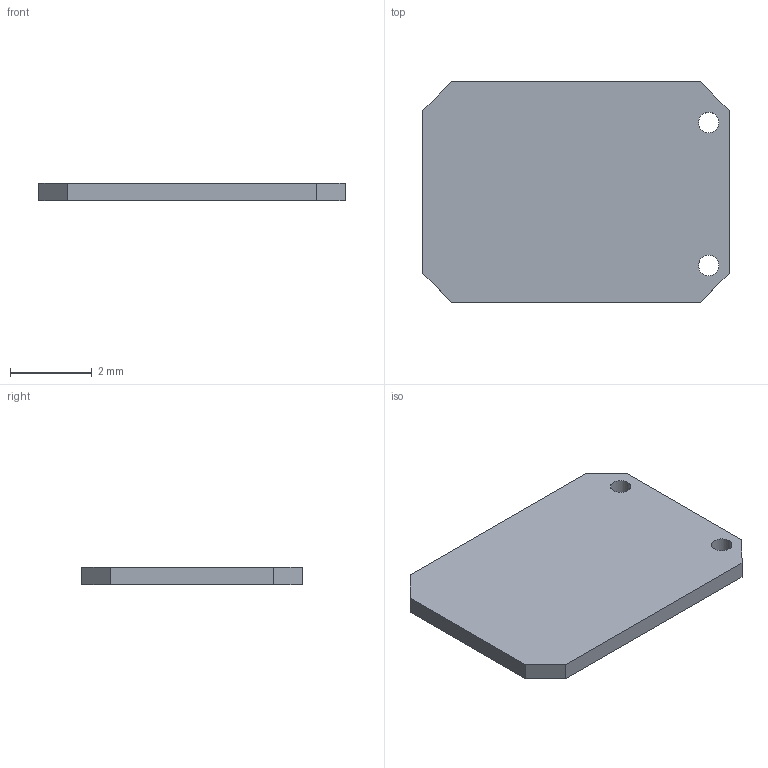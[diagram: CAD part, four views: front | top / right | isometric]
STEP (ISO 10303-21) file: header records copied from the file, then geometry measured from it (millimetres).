
FILE_DESCRIPTION(('KiCad electronic assembly'),'2;1');
FILE_NAME('smoldrive-eib.step','2022-01-25T12:41:08',('Pcbnew'),('Kicad' ),'Open CASCADE STEP processor 7.5','KiCad to STEP converter', 'Unknown');
FILE_SCHEMA(('AUTOMOTIVE_DESIGN { 1 0 10303 214 1 1 1 1 }'));
Length unit declared in the file: millimetre
Products named in the file (2): smoldrive-eib 1; _autosave-smoldrive-eib PCB
Assembly tree (1 placements, depth 2):
  smoldrive-eib 1
    _autosave-smoldrive-eib PCB
Bounding box: 7.5 x 5.4 x 0.42 mm (x, y, z)
Volume: 16.4 mm3; surface area: 89.7 mm2
Topology: 1 solids, 1 shells, 12 faces, 30 edges, 20 vertices
Faces by surface type: plane 10, cylinder 2
Full cylindrical faces by diameter (mm): 0.5 x2
Entity records: 815 total; most frequent: CARTESIAN_POINT 148, DIRECTION 118, LINE 82, VECTOR 82, ORIENTED_EDGE 60, PCURVE 60, DEFINITIONAL_REPRESENTATION 60, EDGE_CURVE 30
